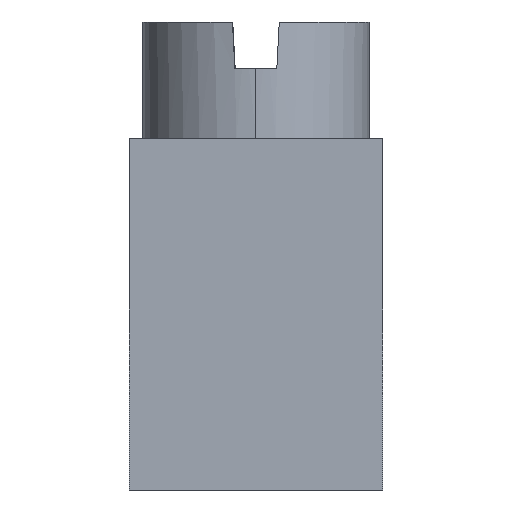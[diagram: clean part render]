
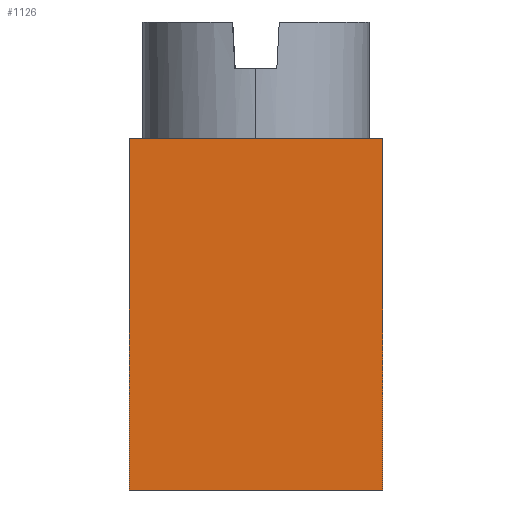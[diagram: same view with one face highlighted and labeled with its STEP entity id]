
A CAD part, left-side view. The second image highlights one B-rep face of the part: STEP entity #1126.
In plain terms, the highlighted planar face has unit normal (-1, 0, 0).
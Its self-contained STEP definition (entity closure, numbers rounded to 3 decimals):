
#49 = FACE_OUTER_BOUND ( 'NONE', #874, .T. ) ;
#59 = PLANE ( 'NONE',  #1541 ) ;
#64 = DIRECTION ( 'NONE',  ( 1., 0., 0. ) ) ;
#85 = CARTESIAN_POINT ( 'NONE',  ( -0.1, 0., 9. ) ) ;
#88 = DIRECTION ( 'NONE',  ( 0., 0., -1. ) ) ;
#807 = LINE ( 'NONE', #836, #1855 ) ;
#836 = CARTESIAN_POINT ( 'NONE',  ( -0.1, 6.5, 9. ) ) ;
#838 = DIRECTION ( 'NONE',  ( 0., 1., 0. ) ) ;
#874 = EDGE_LOOP ( 'NONE', ( #2744, #2772, #2752, #2740 ) ) ;
#1126 = ADVANCED_FACE ( 'NONE', ( #49 ), #59, .F. ) ;
#1363 = EDGE_CURVE ( 'NONE', #3001, #3052, #807, .T. ) ;
#1394 = EDGE_CURVE ( 'NONE', #3016, #3001, #1912, .T. ) ;
#1397 = EDGE_CURVE ( 'NONE', #3005, #3052, #1878, .T. ) ;
#1410 = EDGE_CURVE ( 'NONE', #3016, #3005, #1986, .T. ) ;
#1541 = AXIS2_PLACEMENT_3D ( 'NONE', #85, #64, #88 ) ;
#1855 = VECTOR ( 'NONE', #838, 1000. ) ;
#1867 = DIRECTION ( 'NONE',  ( 0., 0., 1. ) ) ;
#1878 = LINE ( 'NONE', #1888, #2009 ) ;
#1882 = DIRECTION ( 'NONE',  ( 0., 0., 1. ) ) ;
#1888 = CARTESIAN_POINT ( 'NONE',  ( -0.1, 6.5, 9. ) ) ;
#1912 = LINE ( 'NONE', #1917, #1978 ) ;
#1917 = CARTESIAN_POINT ( 'NONE',  ( -0.1, 0., 9. ) ) ;
#1957 = CARTESIAN_POINT ( 'NONE',  ( -0.1, 0., 0. ) ) ;
#1978 = VECTOR ( 'NONE', #1882, 1000. ) ;
#1986 = LINE ( 'NONE', #1957, #2041 ) ;
#1998 = DIRECTION ( 'NONE',  ( 0., 1., 0. ) ) ;
#2009 = VECTOR ( 'NONE', #1867, 1000. ) ;
#2041 = VECTOR ( 'NONE', #1998, 1000. ) ;
#2169 = CARTESIAN_POINT ( 'NONE',  ( -0.1, 0., 9. ) ) ;
#2199 = CARTESIAN_POINT ( 'NONE',  ( -0.1, 6.5, 0. ) ) ;
#2229 = CARTESIAN_POINT ( 'NONE',  ( -0.1, 6.5, 9. ) ) ;
#2259 = CARTESIAN_POINT ( 'NONE',  ( -0.1, 0., 0. ) ) ;
#2740 = ORIENTED_EDGE ( 'NONE', *, *, #1394, .T. ) ;
#2744 = ORIENTED_EDGE ( 'NONE', *, *, #1363, .T. ) ;
#2752 = ORIENTED_EDGE ( 'NONE', *, *, #1410, .F. ) ;
#2772 = ORIENTED_EDGE ( 'NONE', *, *, #1397, .F. ) ;
#3001 = VERTEX_POINT ( 'NONE', #2169 ) ;
#3005 = VERTEX_POINT ( 'NONE', #2199 ) ;
#3016 = VERTEX_POINT ( 'NONE', #2259 ) ;
#3052 = VERTEX_POINT ( 'NONE', #2229 ) ;
